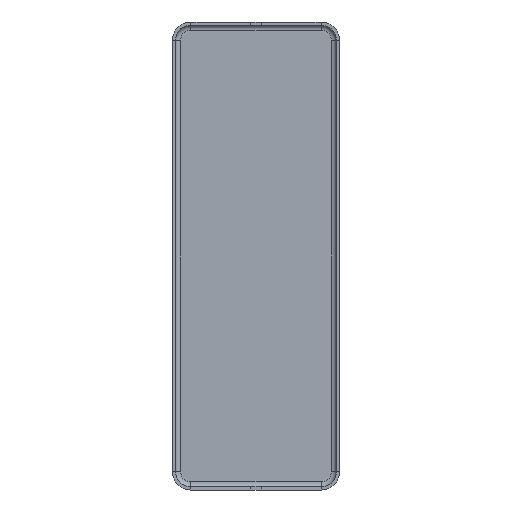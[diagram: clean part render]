
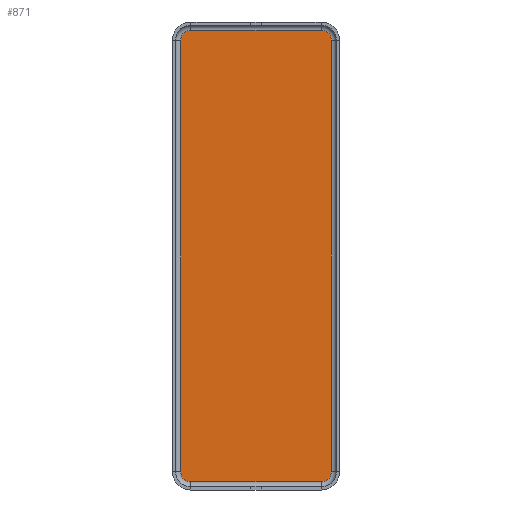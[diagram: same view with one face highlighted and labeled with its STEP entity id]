
A CAD part, front view. The second image highlights one B-rep face of the part: STEP entity #871.
In plain terms, the highlighted planar face has unit normal (0, -1, 0).
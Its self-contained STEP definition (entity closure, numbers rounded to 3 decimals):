
#8 = EDGE_CURVE ( 'NONE', #1177, #77, #211, .T. ) ;
#32 = DIRECTION ( 'NONE',  ( 0., 1., 0. ) ) ;
#49 = DIRECTION ( 'NONE',  ( 0., 1., 0. ) ) ;
#50 = EDGE_CURVE ( 'NONE', #782, #610, #372, .T. ) ;
#77 = VERTEX_POINT ( 'NONE', #784 ) ;
#83 = DIRECTION ( 'NONE',  ( 0., 1., 0. ) ) ;
#89 = ORIENTED_EDGE ( 'NONE', *, *, #8, .F. ) ;
#137 = DIRECTION ( 'NONE',  ( 0., 0., 1. ) ) ;
#145 = DIRECTION ( 'NONE',  ( 0., 0., 1. ) ) ;
#211 = CIRCLE ( 'NONE', #1209, 1. ) ;
#227 = CARTESIAN_POINT ( 'NONE',  ( 7.3, -0.3, 20.85 ) ) ;
#236 = DIRECTION ( 'NONE',  ( 0., 0., 1. ) ) ;
#258 = EDGE_CURVE ( 'NONE', #688, #1177, #941, .T. ) ;
#278 = EDGE_CURVE ( 'NONE', #77, #349, #326, .T. ) ;
#299 = CARTESIAN_POINT ( 'NONE',  ( -6.3, -0.3, -20.85 ) ) ;
#302 = AXIS2_PLACEMENT_3D ( 'NONE', #1076, #1287, #956 ) ;
#324 = VERTEX_POINT ( 'NONE', #1220 ) ;
#326 = LINE ( 'NONE', #542, #893 ) ;
#349 = VERTEX_POINT ( 'NONE', #532 ) ;
#360 = VECTOR ( 'NONE', #991, 1000. ) ;
#372 = LINE ( 'NONE', #1249, #1320 ) ;
#428 = DIRECTION ( 'NONE',  ( 1., 0., 0. ) ) ;
#444 = EDGE_CURVE ( 'NONE', #610, #324, #1080, .T. ) ;
#503 = ORIENTED_EDGE ( 'NONE', *, *, #278, .F. ) ;
#523 = AXIS2_PLACEMENT_3D ( 'NONE', #903, #32, #145 ) ;
#532 = CARTESIAN_POINT ( 'NONE',  ( -6.3, -0.3, -21.85 ) ) ;
#542 = CARTESIAN_POINT ( 'NONE',  ( 6.3, -0.3, -21.85 ) ) ;
#544 = EDGE_CURVE ( 'NONE', #815, #688, #1292, .T. ) ;
#559 = DIRECTION ( 'NONE',  ( 0., 0., 1. ) ) ;
#583 = CARTESIAN_POINT ( 'NONE',  ( 6.3, -0.3, 21.85 ) ) ;
#610 = VERTEX_POINT ( 'NONE', #773 ) ;
#658 = ORIENTED_EDGE ( 'NONE', *, *, #1355, .F. ) ;
#681 = ORIENTED_EDGE ( 'NONE', *, *, #50, .F. ) ;
#688 = VERTEX_POINT ( 'NONE', #227 ) ;
#696 = CIRCLE ( 'NONE', #1288, 1. ) ;
#706 = VECTOR ( 'NONE', #428, 1000. ) ;
#767 = ORIENTED_EDGE ( 'NONE', *, *, #444, .F. ) ;
#773 = CARTESIAN_POINT ( 'NONE',  ( -7.3, -0.3, 20.85 ) ) ;
#782 = VERTEX_POINT ( 'NONE', #806 ) ;
#784 = CARTESIAN_POINT ( 'NONE',  ( 6.3, -0.3, -21.85 ) ) ;
#803 = AXIS2_PLACEMENT_3D ( 'NONE', #1384, #49, #236 ) ;
#806 = CARTESIAN_POINT ( 'NONE',  ( -7.3, -0.3, -20.85 ) ) ;
#812 = LINE ( 'NONE', #1437, #706 ) ;
#815 = VERTEX_POINT ( 'NONE', #583 ) ;
#845 = PLANE ( 'NONE',  #302 ) ;
#857 = DIRECTION ( 'NONE',  ( 0., 1., 0. ) ) ;
#871 = ADVANCED_FACE ( 'NONE', ( #1183 ), #845, .T. ) ;
#893 = VECTOR ( 'NONE', #1205, 1000. ) ;
#903 = CARTESIAN_POINT ( 'NONE',  ( -6.3, -0.3, 20.85 ) ) ;
#934 = CARTESIAN_POINT ( 'NONE',  ( 7.3, -0.3, 20.85 ) ) ;
#941 = LINE ( 'NONE', #934, #360 ) ;
#956 = DIRECTION ( 'NONE',  ( 0., 0., -1. ) ) ;
#975 = DIRECTION ( 'NONE',  ( 0., 0., 1. ) ) ;
#991 = DIRECTION ( 'NONE',  ( 0., 0., -1. ) ) ;
#1076 = CARTESIAN_POINT ( 'NONE',  ( 6.3, -0.3, 20.85 ) ) ;
#1080 = CIRCLE ( 'NONE', #523, 1. ) ;
#1177 = VERTEX_POINT ( 'NONE', #1312 ) ;
#1183 = FACE_OUTER_BOUND ( 'NONE', #1379, .T. ) ;
#1205 = DIRECTION ( 'NONE',  ( -1., 0., 0. ) ) ;
#1209 = AXIS2_PLACEMENT_3D ( 'NONE', #1420, #857, #559 ) ;
#1220 = CARTESIAN_POINT ( 'NONE',  ( -6.3, -0.3, 21.85 ) ) ;
#1223 = EDGE_CURVE ( 'NONE', #324, #815, #812, .T. ) ;
#1249 = CARTESIAN_POINT ( 'NONE',  ( -7.3, -0.3, -20.85 ) ) ;
#1256 = ORIENTED_EDGE ( 'NONE', *, *, #258, .F. ) ;
#1287 = DIRECTION ( 'NONE',  ( 0., -1., 0. ) ) ;
#1288 = AXIS2_PLACEMENT_3D ( 'NONE', #299, #83, #975 ) ;
#1292 = CIRCLE ( 'NONE', #803, 1. ) ;
#1312 = CARTESIAN_POINT ( 'NONE',  ( 7.3, -0.3, -20.85 ) ) ;
#1320 = VECTOR ( 'NONE', #137, 1000. ) ;
#1326 = ORIENTED_EDGE ( 'NONE', *, *, #1223, .F. ) ;
#1355 = EDGE_CURVE ( 'NONE', #349, #782, #696, .T. ) ;
#1379 = EDGE_LOOP ( 'NONE', ( #1392, #1326, #767, #681, #658, #503, #89, #1256 ) ) ;
#1384 = CARTESIAN_POINT ( 'NONE',  ( 6.3, -0.3, 20.85 ) ) ;
#1392 = ORIENTED_EDGE ( 'NONE', *, *, #544, .F. ) ;
#1420 = CARTESIAN_POINT ( 'NONE',  ( 6.3, -0.3, -20.85 ) ) ;
#1437 = CARTESIAN_POINT ( 'NONE',  ( -6.3, -0.3, 21.85 ) ) ;
